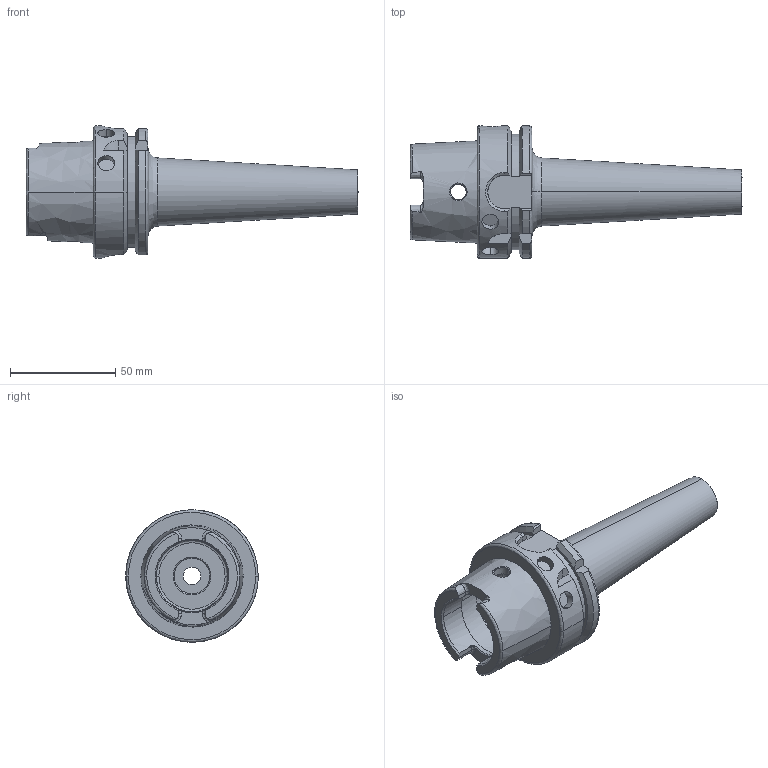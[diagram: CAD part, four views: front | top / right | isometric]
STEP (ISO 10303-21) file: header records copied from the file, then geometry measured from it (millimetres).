
FILE_DESCRIPTION (( 'STEP AP214' ), '1' );
FILE_NAME ('9163A-ES8M12100.igs.STEP', '2020-07-24T04:43:04', ( '' ), ( '' ), 'SwSTEP 2.0', 'SolidWorks 2018', '' );
FILE_SCHEMA (( 'AUTOMOTIVE_DESIGN' ));
Length unit declared in the file: millimetre
Products named in the file (1): 9163A-ES8M12100.igs
Bounding box: 158 x 63 x 62.99 mm (x, y, z)
Volume: 132724.9 mm3; surface area: 33023.5 mm2
Topology: 1 solids, 1 shells, 170 faces, 431 edges, 268 vertices
Faces by surface type: bspline 170
Entity records: 8929 total; most frequent: CARTESIAN_POINT 6097, ORIENTED_EDGE 858, EDGE_CURVE 429, B_SPLINE_CURVE_WITH_KNOTS 316, VERTEX_POINT 268, EDGE_LOOP 183, FACE_OUTER_BOUND 170, ADVANCED_FACE 170
